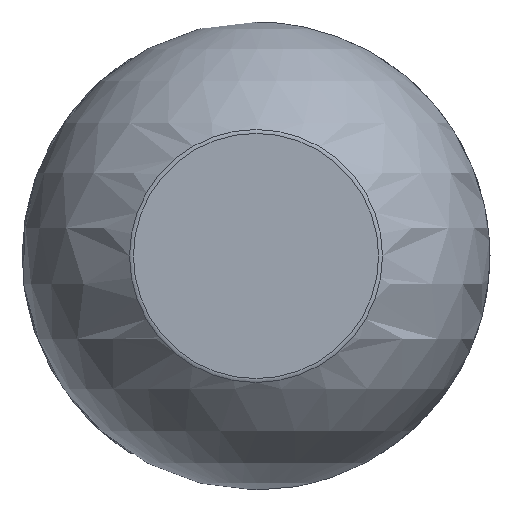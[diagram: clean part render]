
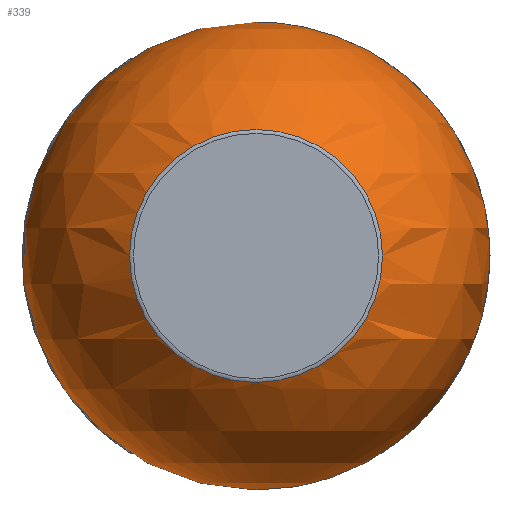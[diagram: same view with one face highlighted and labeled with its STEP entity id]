
A CAD part, left-side view. The second image highlights one B-rep face of the part: STEP entity #339.
In plain terms, the highlighted spherical face has radius 6.5 mm.
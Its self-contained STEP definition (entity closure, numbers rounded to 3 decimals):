
#181 = CARTESIAN_POINT ( 'NONE',  ( 0., 0., 0. ) ) ;
#182 = DIRECTION ( 'NONE',  ( 1., 0., 0. ) ) ;
#210 = DIRECTION ( 'NONE',  ( 0., 1., 0. ) ) ;
#260 = CARTESIAN_POINT ( 'NONE',  ( 5.538, 0., 0. ) ) ;
#293 = EDGE_CURVE ( 'NONE', #591, #591, #690, .T. ) ;
#339 = ADVANCED_FACE ( 'NONE', ( #876, #612 ), #675, .T. ) ;
#413 = AXIS2_PLACEMENT_3D ( 'NONE', #181, #744, #881 ) ;
#444 = VERTEX_POINT ( 'NONE', #865 ) ;
#453 = CARTESIAN_POINT ( 'NONE',  ( 5.538, 3.403, 0. ) ) ;
#466 = DIRECTION ( 'NONE',  ( 0., 1., 0. ) ) ;
#512 = ORIENTED_EDGE ( 'NONE', *, *, #293, .F. ) ;
#532 = AXIS2_PLACEMENT_3D ( 'NONE', #260, #182, #466 ) ;
#590 = EDGE_CURVE ( 'NONE', #444, #444, #880, .T. ) ;
#591 = VERTEX_POINT ( 'NONE', #453 ) ;
#612 = FACE_OUTER_BOUND ( 'NONE', #732, .T. ) ;
#646 = ORIENTED_EDGE ( 'NONE', *, *, #590, .T. ) ;
#675 = SPHERICAL_SURFACE ( 'NONE', #413, 6.5 ) ;
#690 = CIRCLE ( 'NONE', #532, 3.403 ) ;
#732 = EDGE_LOOP ( 'NONE', ( #512 ) ) ;
#744 = DIRECTION ( 'NONE',  ( 0., 0., 1. ) ) ;
#773 = AXIS2_PLACEMENT_3D ( 'NONE', #783, #836, #210 ) ;
#783 = CARTESIAN_POINT ( 'NONE',  ( -5.468, 0., 0. ) ) ;
#789 = EDGE_LOOP ( 'NONE', ( #646 ) ) ;
#836 = DIRECTION ( 'NONE',  ( 1., 0., 0. ) ) ;
#865 = CARTESIAN_POINT ( 'NONE',  ( -5.468, 3.514, 0. ) ) ;
#876 = FACE_OUTER_BOUND ( 'NONE', #789, .T. ) ;
#880 = CIRCLE ( 'NONE', #773, 3.514 ) ;
#881 = DIRECTION ( 'NONE',  ( 0., 1., 0. ) ) ;
